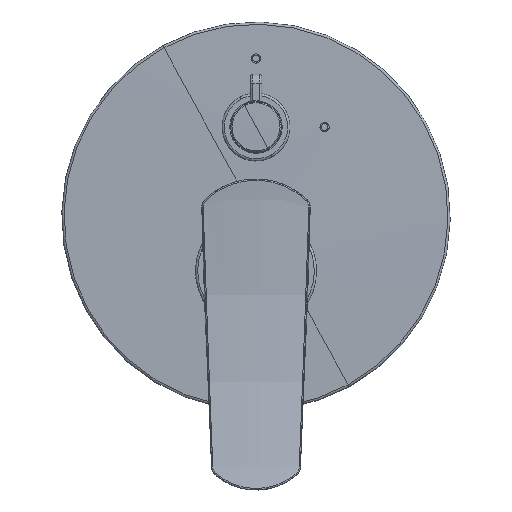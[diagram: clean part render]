
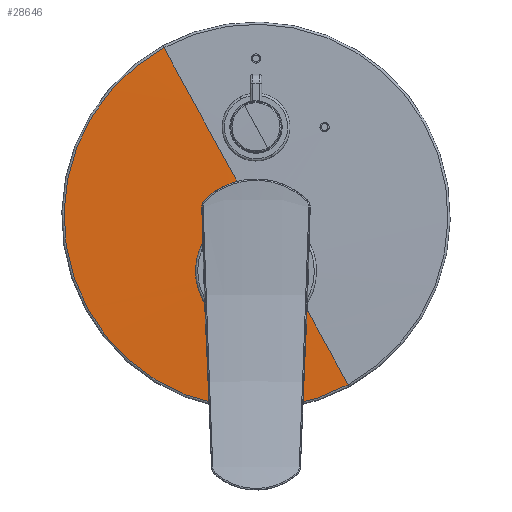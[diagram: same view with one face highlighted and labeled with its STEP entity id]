
A CAD part, top view. The second image highlights one B-rep face of the part: STEP entity #28646.
In plain terms, the highlighted spherical face has radius 7225.25 mm.
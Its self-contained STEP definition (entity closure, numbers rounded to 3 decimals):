
#27274=CARTESIAN_POINT('Axis2P3D Location',(0.,-7217.25,0.)) ;
#28087=CARTESIAN_POINT('Vertex',(0.136,8.,0.25)) ;
#28096=CARTESIAN_POINT('Vertex',(-20.332,7.876,-37.217)) ;
#28099=CARTESIAN_POINT('Axis2P3D Location',(0.,-7217.25,0.)) ;
#28103=CARTESIAN_POINT('Vertex',(-40.277,7.512,-73.727)) ;
#28110=CARTESIAN_POINT('Vertex',(40.277,7.512,73.727)) ;
#28113=CARTESIAN_POINT('Axis2P3D Location',(0.,-7217.25,0.)) ;
#28584=CARTESIAN_POINT('Control Point',(24.25,7.919,-24.)) ;
#28585=CARTESIAN_POINT('Control Point',(24.25,7.909,-27.116)) ;
#28586=CARTESIAN_POINT('Control Point',(23.749,7.899,-30.238)) ;
#28587=CARTESIAN_POINT('Control Point',(22.745,7.889,-33.255)) ;
#28588=CARTESIAN_POINT('Control Point',(18.749,7.863,-40.855)) ;
#28589=CARTESIAN_POINT('Control Point',(11.78,7.846,-46.238)) ;
#28590=CARTESIAN_POINT('Control Point',(6.52,7.839,-48.307)) ;
#28591=CARTESIAN_POINT('Control Point',(-3.111,7.836,-49.192)) ;
#28592=CARTESIAN_POINT('Control Point',(-11.947,7.847,-45.668)) ;
#28593=CARTESIAN_POINT('Control Point',(-15.342,7.855,-43.413)) ;
#28594=CARTESIAN_POINT('Control Point',(-18.176,7.865,-40.534)) ;
#28595=CARTESIAN_POINT('Control Point',(-20.332,7.876,-37.217)) ;
#28596=CARTESIAN_POINT('Vertex',(24.25,7.919,-24.)) ;
#28600=CARTESIAN_POINT('Control Point',(24.25,7.919,-24.)) ;
#28601=CARTESIAN_POINT('Control Point',(24.25,7.925,-22.334)) ;
#28602=CARTESIAN_POINT('Control Point',(24.107,7.931,-20.67)) ;
#28603=CARTESIAN_POINT('Control Point',(23.821,7.936,-19.024)) ;
#28604=CARTESIAN_POINT('Control Point',(22.631,7.951,-14.506)) ;
#28605=CARTESIAN_POINT('Control Point',(20.4,7.965,-10.384)) ;
#28606=CARTESIAN_POINT('Control Point',(18.577,7.973,-7.988)) ;
#28607=CARTESIAN_POINT('Control Point',(15.658,7.982,-5.195)) ;
#28608=CARTESIAN_POINT('Control Point',(12.388,7.989,-3.116)) ;
#28609=CARTESIAN_POINT('Control Point',(11.51,7.99,-2.621)) ;
#28610=CARTESIAN_POINT('Control Point',(9.896,7.993,-1.818)) ;
#28611=CARTESIAN_POINT('Control Point',(8.294,7.995,-1.193)) ;
#28612=CARTESIAN_POINT('Control Point',(7.582,7.996,-0.948)) ;
#28613=CARTESIAN_POINT('Control Point',(6.13,7.997,-0.51)) ;
#28614=CARTESIAN_POINT('Control Point',(4.834,7.998,-0.222)) ;
#28615=CARTESIAN_POINT('Control Point',(4.217,7.999,-0.11)) ;
#28616=CARTESIAN_POINT('Control Point',(3.154,7.999,0.055)) ;
#28617=CARTESIAN_POINT('Control Point',(2.419,8.,0.132)) ;
#28618=CARTESIAN_POINT('Control Point',(2.13,8.,0.158)) ;
#28619=CARTESIAN_POINT('Control Point',(1.54,8.,0.205)) ;
#28620=CARTESIAN_POINT('Control Point',(1.219,8.,0.22)) ;
#28621=CARTESIAN_POINT('Control Point',(1.072,8.,0.227)) ;
#28622=CARTESIAN_POINT('Control Point',(0.811,8.,0.237)) ;
#28623=CARTESIAN_POINT('Control Point',(0.662,8.,0.241)) ;
#28624=CARTESIAN_POINT('Control Point',(0.595,8.,0.243)) ;
#28625=CARTESIAN_POINT('Control Point',(0.494,8.,0.245)) ;
#28626=CARTESIAN_POINT('Control Point',(0.422,8.,0.246)) ;
#28627=CARTESIAN_POINT('Control Point',(0.393,8.,0.247)) ;
#28628=CARTESIAN_POINT('Control Point',(0.296,8.,0.248)) ;
#28629=CARTESIAN_POINT('Control Point',(0.235,8.,0.249)) ;
#28630=CARTESIAN_POINT('Control Point',(0.198,8.,0.249)) ;
#28631=CARTESIAN_POINT('Control Point',(0.166,8.,0.249)) ;
#28632=CARTESIAN_POINT('Control Point',(0.136,8.,0.25)) ;
#28634=CARTESIAN_POINT('Axis2P3D Location',(0.,7.512,0.)) ;
#27275=DIRECTION('Axis2P3D Direction',(0.,1.,0.)) ;
#27276=DIRECTION('Axis2P3D XDirection',(0.479,0.,0.878)) ;
#28100=DIRECTION('Axis2P3D Direction',(0.878,0.,-0.479)) ;
#28114=DIRECTION('Axis2P3D Direction',(-0.878,0.,0.479)) ;
#28635=DIRECTION('Axis2P3D Direction',(0.,1.,0.)) ;
#27277=AXIS2_PLACEMENT_3D('Sphere Axis2P3D',#27274,#27275,#27276) ;
#28101=AXIS2_PLACEMENT_3D('Circle Axis2P3D',#28099,#28100,$) ;
#28115=AXIS2_PLACEMENT_3D('Circle Axis2P3D',#28113,#28114,$) ;
#28636=AXIS2_PLACEMENT_3D('Circle Axis2P3D',#28634,#28635,$) ;
#28102=CIRCLE('generated circle',#28101,7225.25) ;
#28116=CIRCLE('generated circle',#28115,7225.25) ;
#28637=CIRCLE('generated circle',#28636,84.012) ;
#27278=SPHERICAL_SURFACE('',#27277,7225.25) ;
#28105=EDGE_CURVE('',#28097,#28104,#28102,.F.) ;
#28117=EDGE_CURVE('',#28088,#28111,#28116,.F.) ;
#28598=EDGE_CURVE('',#28597,#28097,#28583,.T.) ;
#28633=EDGE_CURVE('',#28597,#28088,#28599,.T.) ;
#28638=EDGE_CURVE('',#28111,#28104,#28637,.T.) ;
#28640=ORIENTED_EDGE('',*,*,#28598,.F.) ;
#28641=ORIENTED_EDGE('',*,*,#28633,.T.) ;
#28642=ORIENTED_EDGE('',*,*,#28117,.T.) ;
#28643=ORIENTED_EDGE('',*,*,#28638,.T.) ;
#28644=ORIENTED_EDGE('',*,*,#28105,.F.) ;
#28639=EDGE_LOOP('',(#28640,#28641,#28642,#28643,#28644)) ;
#28088=VERTEX_POINT('',#28087) ;
#28097=VERTEX_POINT('',#28096) ;
#28104=VERTEX_POINT('',#28103) ;
#28111=VERTEX_POINT('',#28110) ;
#28597=VERTEX_POINT('',#28596) ;
#28646=ADVANCED_FACE('PartBody',(#28645),#27278,.T.) ;
#28583=B_SPLINE_CURVE_WITH_KNOTS('',5,(#28584,#28585,#28586,#28587,#28588,#28589,#28590,#28591,#28592,#28593,#28594,#28595),.UNSPECIFIED.,.F.,.U.,(6,3,3,6),(0.,2345.466,6358.545,9325.047),.UNSPECIFIED.) ;
#28599=B_SPLINE_CURVE_WITH_KNOTS('',5,(#28600,#28601,#28602,#28603,#28604,#28605,#28606,#28607,#28608,#28609,#28610,#28611,#28612,#28613,#28614,#28615,#28616,#28617,#28618,#28619,#28620,#28621,#28622,#28623,#28624,#28625,#28626,#28627,#28628,#28629,#28630,#28631,#28632),.UNSPECIFIED.,.F.,.U.,(6,3,3,3,3,3,3,3,3,3,6),(0.,1253.617,3515.523,4323.158,4983.735,5712.053,6437.496,7552.72,8975.776,10141.382,13401.942),.UNSPECIFIED.) ;
#28645=FACE_OUTER_BOUND('',#28639,.T.) ;
